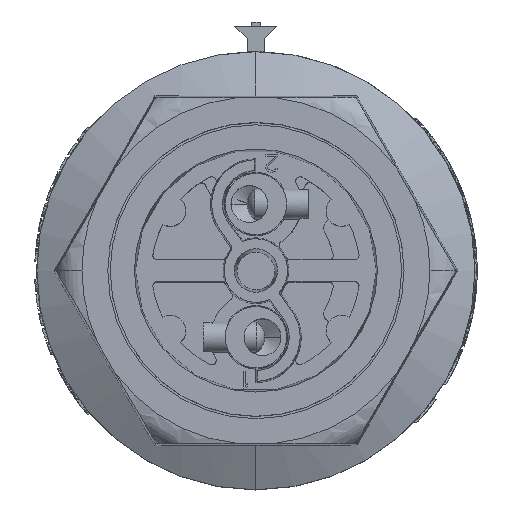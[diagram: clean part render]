
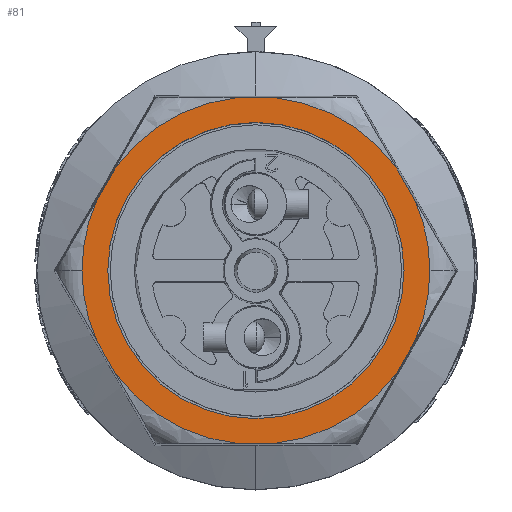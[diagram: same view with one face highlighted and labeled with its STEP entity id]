
A CAD part, top view. The second image highlights one B-rep face of the part: STEP entity #81.
In plain terms, the highlighted planar face has unit normal (0, 0, 1).
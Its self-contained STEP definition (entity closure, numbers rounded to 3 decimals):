
#81=ADVANCED_FACE('',(#3356,#3357),#3358,.F.);
#3356=FACE_OUTER_BOUND('',#9810,.T.);
#3357=FACE_BOUND('',#9811,.T.);
#3358=PLANE('',#9812);
#9810=EDGE_LOOP('',(#21192,#21193,#21194,#21195,#21196,#21197,#21198,#21199,#21200,#21201,#21202,#21203,#21204,#21205));
#9811=EDGE_LOOP('',(#21206,#21207));
#9812=AXIS2_PLACEMENT_3D('',#21208,#21209,#21210);
#21192=ORIENTED_EDGE('',*,*,#48020,.F.);
#21193=ORIENTED_EDGE('',*,*,#48025,.T.);
#21194=ORIENTED_EDGE('',*,*,#48026,.F.);
#21195=ORIENTED_EDGE('',*,*,#48027,.T.);
#21196=ORIENTED_EDGE('',*,*,#48028,.F.);
#21197=ORIENTED_EDGE('',*,*,#46060,.T.);
#21198=ORIENTED_EDGE('',*,*,#48029,.T.);
#21199=ORIENTED_EDGE('',*,*,#48030,.F.);
#21200=ORIENTED_EDGE('',*,*,#48031,.T.);
#21201=ORIENTED_EDGE('',*,*,#48032,.F.);
#21202=ORIENTED_EDGE('',*,*,#48033,.T.);
#21203=ORIENTED_EDGE('',*,*,#48034,.F.);
#21204=ORIENTED_EDGE('',*,*,#48035,.T.);
#21205=ORIENTED_EDGE('',*,*,#46064,.T.);
#21206=ORIENTED_EDGE('',*,*,#48036,.T.);
#21207=ORIENTED_EDGE('',*,*,#48037,.T.);
#21208=CARTESIAN_POINT('',(0.0,0.0,16.0));
#21209=DIRECTION('',(0.0,0.0,-1.0));
#21210=DIRECTION('',(0.0,-1.0,0.0));
#46060=EDGE_CURVE('',#55000,#54997,#55001,.T.);
#46064=EDGE_CURVE('',#55004,#55006,#55008,.T.);
#48020=EDGE_CURVE('',#58909,#55006,#58910,.T.);
#48025=EDGE_CURVE('',#58909,#58915,#58917,.T.);
#48026=EDGE_CURVE('',#58918,#58915,#58919,.T.);
#48027=EDGE_CURVE('',#58918,#58920,#58921,.T.);
#48028=EDGE_CURVE('',#55000,#58920,#58922,.T.);
#48029=EDGE_CURVE('',#54997,#58923,#58924,.T.);
#48030=EDGE_CURVE('',#58925,#58923,#58926,.T.);
#48031=EDGE_CURVE('',#58925,#58927,#58928,.T.);
#48032=EDGE_CURVE('',#58929,#58927,#58930,.T.);
#48033=EDGE_CURVE('',#58929,#58931,#58932,.T.);
#48034=EDGE_CURVE('',#58933,#58931,#58934,.T.);
#48035=EDGE_CURVE('',#58933,#55004,#58935,.T.);
#48036=EDGE_CURVE('',#58936,#58937,#58938,.T.);
#48037=EDGE_CURVE('',#58937,#58936,#58939,.T.);
#54997=VERTEX_POINT('',#70181);
#55000=VERTEX_POINT('',#70184);
#55001=CIRCLE('',#70185,19.852);
#55004=VERTEX_POINT('',#70214);
#55006=VERTEX_POINT('',#70216);
#55008=CIRCLE('',#70244,19.852);
#58909=VERTEX_POINT('',#78402);
#58910=LINE('',#78403,#78404);
#58915=VERTEX_POINT('',#78437);
#58917=CIRCLE('',#78465,19.852);
#58918=VERTEX_POINT('',#78466);
#58919=LINE('',#78467,#78468);
#58920=VERTEX_POINT('',#78469);
#58921=CIRCLE('',#78470,19.852);
#58922=LINE('',#78471,#78472);
#58923=VERTEX_POINT('',#78473);
#58924=CIRCLE('',#78474,19.852);
#58925=VERTEX_POINT('',#78475);
#58926=LINE('',#78476,#78477);
#58927=VERTEX_POINT('',#78478);
#58928=CIRCLE('',#78479,19.852);
#58929=VERTEX_POINT('',#78480);
#58930=LINE('',#78481,#78482);
#58931=VERTEX_POINT('',#78483);
#58932=CIRCLE('',#78484,19.852);
#58933=VERTEX_POINT('',#78485);
#58934=LINE('',#78486,#78487);
#58935=CIRCLE('',#78488,19.852);
#58936=VERTEX_POINT('',#78489);
#58937=VERTEX_POINT('',#78490);
#58938=CIRCLE('',#78491,16.9);
#58939=CIRCLE('',#78492,16.9);
#70181=CARTESIAN_POINT('',(19.852,0.,16.0));
#70184=CARTESIAN_POINT('',(18.153,-8.034,16.0));
#70185=AXIS2_PLACEMENT_3D('',#101483,#101484,#101485);
#70214=CARTESIAN_POINT('',(-19.852,0.,16.0));
#70216=CARTESIAN_POINT('',(-18.153,-8.034,16.0));
#70244=AXIS2_PLACEMENT_3D('',#101489,#101490,#101491);
#78402=CARTESIAN_POINT('',(-16.035,-11.704,16.0));
#78403=CARTESIAN_POINT('',(-16.035,-11.704,16.0));
#78404=VECTOR('',#103098,4.237);
#78437=CARTESIAN_POINT('',(-2.118,-19.738,16.0));
#78465=AXIS2_PLACEMENT_3D('',#103101,#103102,#103103);
#78466=CARTESIAN_POINT('',(2.118,-19.738,16.0));
#78467=CARTESIAN_POINT('',(2.118,-19.738,16.0));
#78468=VECTOR('',#103104,4.237);
#78469=CARTESIAN_POINT('',(16.035,-11.704,16.0));
#78470=AXIS2_PLACEMENT_3D('',#103105,#103106,#103107);
#78471=CARTESIAN_POINT('',(18.153,-8.034,16.0));
#78472=VECTOR('',#103108,4.237);
#78473=CARTESIAN_POINT('',(18.153,8.034,16.0));
#78474=AXIS2_PLACEMENT_3D('',#103109,#103110,#103111);
#78475=CARTESIAN_POINT('',(16.035,11.704,16.0));
#78476=CARTESIAN_POINT('',(16.035,11.704,16.0));
#78477=VECTOR('',#103112,4.237);
#78478=CARTESIAN_POINT('',(2.118,19.738,16.0));
#78479=AXIS2_PLACEMENT_3D('',#103113,#103114,#103115);
#78480=CARTESIAN_POINT('',(-2.118,19.738,16.0));
#78481=CARTESIAN_POINT('',(-2.118,19.738,16.0));
#78482=VECTOR('',#103116,4.237);
#78483=CARTESIAN_POINT('',(-16.035,11.704,16.0));
#78484=AXIS2_PLACEMENT_3D('',#103117,#103118,#103119);
#78485=CARTESIAN_POINT('',(-18.153,8.034,16.0));
#78486=CARTESIAN_POINT('',(-18.153,8.034,16.0));
#78487=VECTOR('',#103120,4.237);
#78488=AXIS2_PLACEMENT_3D('',#103121,#103122,#103123);
#78489=CARTESIAN_POINT('',(-16.9,0.0,16.0));
#78490=CARTESIAN_POINT('',(16.9,0.0,16.0));
#78491=AXIS2_PLACEMENT_3D('',#103124,#103125,#103126);
#78492=AXIS2_PLACEMENT_3D('',#103127,#103128,#103129);
#101483=CARTESIAN_POINT('',(0.0,0.0,16.0));
#101484=DIRECTION('',(0.0,0.0,1.0));
#101485=DIRECTION('',(0.914,-0.405,0.0));
#101489=CARTESIAN_POINT('',(0.0,0.0,16.0));
#101490=DIRECTION('',(0.0,0.0,1.0));
#101491=DIRECTION('',(-0.914,0.405,0.0));
#103098=DIRECTION('',(-0.5,0.866,0.0));
#103101=CARTESIAN_POINT('',(0.0,0.0,16.0));
#103102=DIRECTION('',(0.0,0.0,1.0));
#103103=DIRECTION('',(-0.808,-0.59,0.0));
#103104=DIRECTION('',(-1.0,0.0,0.0));
#103105=CARTESIAN_POINT('',(0.0,0.0,16.0));
#103106=DIRECTION('',(0.0,0.0,1.0));
#103107=DIRECTION('',(0.107,-0.994,0.0));
#103108=DIRECTION('',(-0.5,-0.866,0.0));
#103109=CARTESIAN_POINT('',(0.0,0.0,16.0));
#103110=DIRECTION('',(0.0,0.0,1.0));
#103111=DIRECTION('',(0.914,-0.405,0.0));
#103112=DIRECTION('',(0.5,-0.866,0.0));
#103113=CARTESIAN_POINT('',(0.0,0.0,16.0));
#103114=DIRECTION('',(0.0,-0.0,1.0));
#103115=DIRECTION('',(0.808,0.59,0.0));
#103116=DIRECTION('',(1.0,0.0,0.0));
#103117=CARTESIAN_POINT('',(0.0,0.0,16.0));
#103118=DIRECTION('',(0.0,0.0,1.0));
#103119=DIRECTION('',(-0.107,0.994,0.0));
#103120=DIRECTION('',(0.5,0.866,0.0));
#103121=CARTESIAN_POINT('',(0.0,0.0,16.0));
#103122=DIRECTION('',(0.0,0.0,1.0));
#103123=DIRECTION('',(-0.914,0.405,0.0));
#103124=CARTESIAN_POINT('',(0.0,0.0,16.0));
#103125=DIRECTION('',(0.0,0.0,-1.0));
#103126=DIRECTION('',(-1.0,0.0,0.0));
#103127=CARTESIAN_POINT('',(0.0,0.0,16.0));
#103128=DIRECTION('',(0.0,0.0,-1.0));
#103129=DIRECTION('',(1.0,0.0,0.0));
